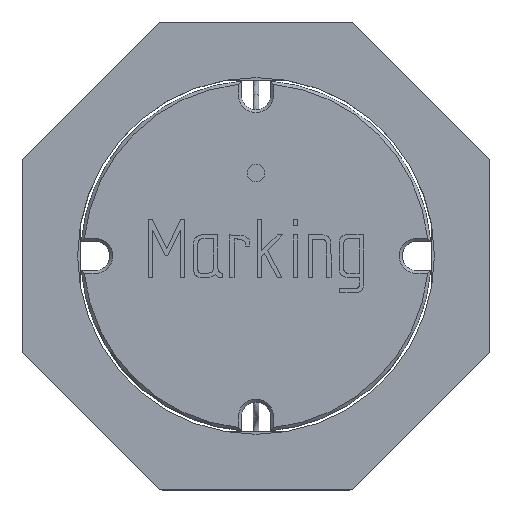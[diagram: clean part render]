
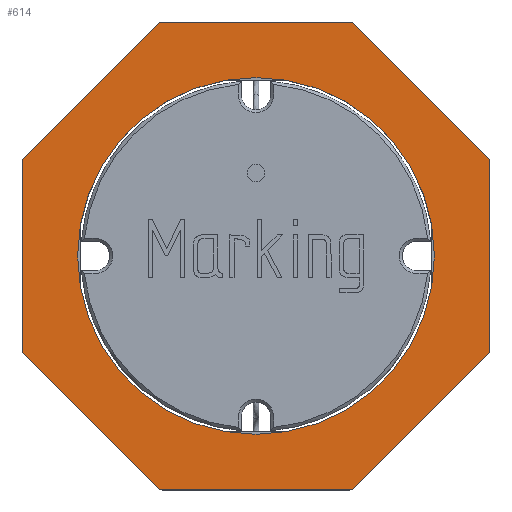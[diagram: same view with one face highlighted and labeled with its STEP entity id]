
A CAD part, top view. The second image highlights one B-rep face of the part: STEP entity #614.
In plain terms, the highlighted planar face has unit normal (0, 0, 1).
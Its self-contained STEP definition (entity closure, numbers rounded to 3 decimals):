
#614 = ADVANCED_FACE( '', ( #1261, #1262 ), #1263, .F. );
#1261 = FACE_BOUND( '', #2912, .T. );
#1262 = FACE_OUTER_BOUND( '', #2913, .T. );
#1263 = PLANE( '', #2914 );
#2912 = EDGE_LOOP( '', ( #4771 ) );
#2913 = EDGE_LOOP( '', ( #4772, #4773, #4774, #4775, #4776, #4777, #4778, #4779 ) );
#2914 = AXIS2_PLACEMENT_3D( '', #4780, #4781, #4782 );
#4771 = ORIENTED_EDGE( '', *, *, #5236, .T. );
#4772 = ORIENTED_EDGE( '', *, *, #5638, .F. );
#4773 = ORIENTED_EDGE( '', *, *, #5546, .F. );
#4774 = ORIENTED_EDGE( '', *, *, #5174, .F. );
#4775 = ORIENTED_EDGE( '', *, *, #5620, .F. );
#4776 = ORIENTED_EDGE( '', *, *, #5178, .F. );
#4777 = ORIENTED_EDGE( '', *, *, #5016, .F. );
#4778 = ORIENTED_EDGE( '', *, *, #5565, .F. );
#4779 = ORIENTED_EDGE( '', *, *, #5601, .F. );
#4780 = CARTESIAN_POINT( '', ( -5.657, 0., 1.25 ) );
#4781 = DIRECTION( '', ( 0., 0., -1. ) );
#4782 = DIRECTION( '', ( -1., 0., 0. ) );
#5016 = EDGE_CURVE( '', #5685, #5687, #5688, .T. );
#5174 = EDGE_CURVE( '', #5972, #5974, #5975, .T. );
#5178 = EDGE_CURVE( '', #5687, #5980, #5981, .T. );
#5236 = EDGE_CURVE( '', #6072, #6072, #6073, .T. );
#5546 = EDGE_CURVE( '', #5974, #6499, #6500, .T. );
#5565 = EDGE_CURVE( '', #6521, #5685, #6523, .T. );
#5601 = EDGE_CURVE( '', #6560, #6521, #6562, .T. );
#5620 = EDGE_CURVE( '', #5980, #5972, #6582, .T. );
#5638 = EDGE_CURVE( '', #6499, #6560, #6603, .T. );
#5685 = VERTEX_POINT( '', #6668 );
#5687 = VERTEX_POINT( '', #6671 );
#5688 = LINE( '', #6672, #6673 );
#5972 = VERTEX_POINT( '', #7258 );
#5974 = VERTEX_POINT( '', #7261 );
#5975 = LINE( '', #7262, #7263 );
#5980 = VERTEX_POINT( '', #7270 );
#5981 = LINE( '', #7271, #7272 );
#6072 = VERTEX_POINT( '', #7463 );
#6073 = CIRCLE( '', #7464, 3.05 );
#6499 = VERTEX_POINT( '', #8307 );
#6500 = LINE( '', #8308, #8309 );
#6521 = VERTEX_POINT( '', #8340 );
#6523 = LINE( '', #8343, #8344 );
#6560 = VERTEX_POINT( '', #8397 );
#6562 = LINE( '', #8400, #8401 );
#6582 = LINE( '', #8430, #8431 );
#6603 = LINE( '', #8460, #8461 );
#6668 = CARTESIAN_POINT( '', ( -1.657, 4., 1.25 ) );
#6671 = CARTESIAN_POINT( '', ( 1.657, 4., 1.25 ) );
#6672 = CARTESIAN_POINT( '', ( -1.657, 4., 1.25 ) );
#6673 = VECTOR( '', #8508, 1000. );
#7258 = CARTESIAN_POINT( '', ( 4., -1.657, 1.25 ) );
#7261 = CARTESIAN_POINT( '', ( 1.657, -4., 1.25 ) );
#7262 = CARTESIAN_POINT( '', ( 4., -1.657, 1.25 ) );
#7263 = VECTOR( '', #8605, 1000. );
#7270 = CARTESIAN_POINT( '', ( 4., 1.657, 1.25 ) );
#7271 = CARTESIAN_POINT( '', ( 1.657, 4., 1.25 ) );
#7272 = VECTOR( '', #8608, 1000. );
#7463 = CARTESIAN_POINT( '', ( 3.05, 0., 1.25 ) );
#7464 = AXIS2_PLACEMENT_3D( '', #8650, #8651, #8652 );
#8307 = CARTESIAN_POINT( '', ( -1.657, -4., 1.25 ) );
#8308 = CARTESIAN_POINT( '', ( 1.657, -4., 1.25 ) );
#8309 = VECTOR( '', #8852, 1000. );
#8340 = CARTESIAN_POINT( '', ( -4., 1.657, 1.25 ) );
#8343 = CARTESIAN_POINT( '', ( -4., 1.657, 1.25 ) );
#8344 = VECTOR( '', #8866, 1000. );
#8397 = CARTESIAN_POINT( '', ( -4., -1.657, 1.25 ) );
#8400 = CARTESIAN_POINT( '', ( -4., -1.657, 1.25 ) );
#8401 = VECTOR( '', #8883, 1000. );
#8430 = CARTESIAN_POINT( '', ( 4., 1.657, 1.25 ) );
#8431 = VECTOR( '', #8893, 1000. );
#8460 = CARTESIAN_POINT( '', ( -1.657, -4., 1.25 ) );
#8461 = VECTOR( '', #8908, 1000. );
#8508 = DIRECTION( '', ( 1., 0., 0. ) );
#8605 = DIRECTION( '', ( -0.707, -0.707, 0. ) );
#8608 = DIRECTION( '', ( 0.707, -0.707, 0. ) );
#8650 = CARTESIAN_POINT( '', ( 0., 0., 1.25 ) );
#8651 = DIRECTION( '', ( 0., 0., -1. ) );
#8652 = DIRECTION( '', ( 1., 0., 0. ) );
#8852 = DIRECTION( '', ( -1., 0., 0. ) );
#8866 = DIRECTION( '', ( 0.707, 0.707, 0. ) );
#8883 = DIRECTION( '', ( 0., 1., 0. ) );
#8893 = DIRECTION( '', ( 0., -1., 0. ) );
#8908 = DIRECTION( '', ( -0.707, 0.707, 0. ) );
